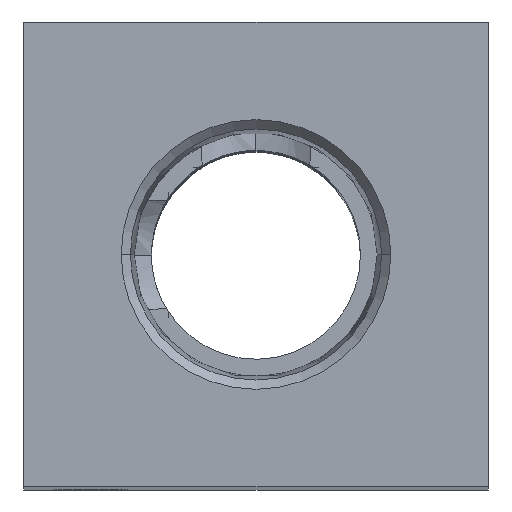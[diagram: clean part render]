
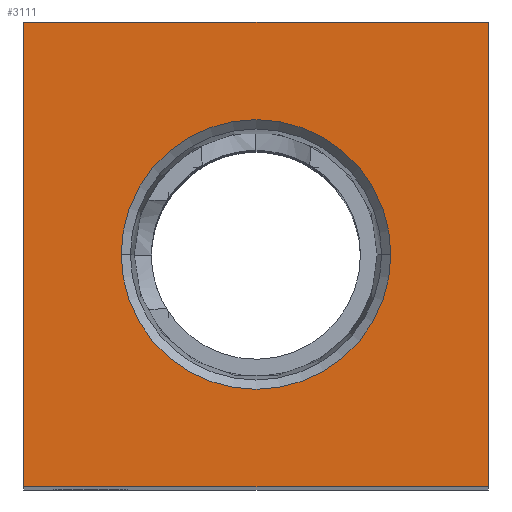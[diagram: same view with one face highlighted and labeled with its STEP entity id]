
A CAD part, top view. The second image highlights one B-rep face of the part: STEP entity #3111.
In plain terms, the highlighted planar face has unit normal (0, 0, 1).
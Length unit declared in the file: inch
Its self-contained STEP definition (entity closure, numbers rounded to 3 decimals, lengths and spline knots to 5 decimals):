
#87 = CARTESIAN_POINT ( 'NONE',  ( -0.625, 0.625, 2.375 ) ) ;
#91 = EDGE_CURVE ( 'NONE', #2734, #2013, #4517, .T. ) ;
#122 = CIRCLE ( 'NONE', #4164, 0.3626 ) ;
#192 = ORIENTED_EDGE ( 'NONE', *, *, #2432, .T. ) ;
#307 = DIRECTION ( 'NONE',  ( 1., 0., 0. ) ) ;
#384 = DIRECTION ( 'NONE',  ( 0., 1., 0. ) ) ;
#506 = FACE_OUTER_BOUND ( 'NONE', #1069, .T. ) ;
#637 = LINE ( 'NONE', #2689, #757 ) ;
#683 = CARTESIAN_POINT ( 'NONE',  ( -0.625, -0.625, 2.375 ) ) ;
#740 = DIRECTION ( 'NONE',  ( 1., 0., 0. ) ) ;
#744 = CARTESIAN_POINT ( 'NONE',  ( -0.3626, 0., 2.375 ) ) ;
#757 = VECTOR ( 'NONE', #384, 39.37008 ) ;
#964 = VERTEX_POINT ( 'NONE', #744 ) ;
#1022 = ORIENTED_EDGE ( 'NONE', *, *, #1156, .T. ) ;
#1069 = EDGE_LOOP ( 'NONE', ( #192, #4546, #3169, #1022 ) ) ;
#1118 = EDGE_LOOP ( 'NONE', ( #4659, #1798 ) ) ;
#1156 = EDGE_CURVE ( 'NONE', #1777, #2742, #4331, .T. ) ;
#1191 = VERTEX_POINT ( 'NONE', #2168 ) ;
#1192 = EDGE_CURVE ( 'NONE', #964, #1191, #1311, .T. ) ;
#1311 = CIRCLE ( 'NONE', #4932, 0.3626 ) ;
#1582 = DIRECTION ( 'NONE',  ( 1., 0., 0. ) ) ;
#1602 = DIRECTION ( 'NONE',  ( 0., 0., 1. ) ) ;
#1621 = CARTESIAN_POINT ( 'NONE',  ( 0., 0., 2.375 ) ) ;
#1637 = FACE_BOUND ( 'NONE', #1118, .T. ) ;
#1777 = VERTEX_POINT ( 'NONE', #2084 ) ;
#1798 = ORIENTED_EDGE ( 'NONE', *, *, #1192, .F. ) ;
#1896 = EDGE_CURVE ( 'NONE', #1191, #964, #122, .T. ) ;
#2013 = VERTEX_POINT ( 'NONE', #3083 ) ;
#2084 = CARTESIAN_POINT ( 'NONE',  ( 0.625, 0.625, 2.375 ) ) ;
#2168 = CARTESIAN_POINT ( 'NONE',  ( 0.3626, 0., 2.375 ) ) ;
#2248 = CARTESIAN_POINT ( 'NONE',  ( 0., 0., 2.375 ) ) ;
#2432 = EDGE_CURVE ( 'NONE', #2742, #2734, #4550, .T. ) ;
#2520 = DIRECTION ( 'NONE',  ( -1., 0., 0. ) ) ;
#2629 = DIRECTION ( 'NONE',  ( 0., 0., 1. ) ) ;
#2663 = CARTESIAN_POINT ( 'NONE',  ( 0.625, 0.625, 2.375 ) ) ;
#2689 = CARTESIAN_POINT ( 'NONE',  ( 0.625, -0.625, 2.375 ) ) ;
#2734 = VERTEX_POINT ( 'NONE', #3521 ) ;
#2742 = VERTEX_POINT ( 'NONE', #87 ) ;
#2762 = AXIS2_PLACEMENT_3D ( 'NONE', #2248, #3022, #740 ) ;
#2964 = DIRECTION ( 'NONE',  ( 0., -1., 0. ) ) ;
#3022 = DIRECTION ( 'NONE',  ( 0., 0., 1. ) ) ;
#3083 = CARTESIAN_POINT ( 'NONE',  ( 0.625, -0.625, 2.375 ) ) ;
#3111 = ADVANCED_FACE ( 'NONE', ( #1637, #506 ), #4511, .T. ) ;
#3169 = ORIENTED_EDGE ( 'NONE', *, *, #4081, .T. ) ;
#3334 = VECTOR ( 'NONE', #2520, 39.37008 ) ;
#3467 = DIRECTION ( 'NONE',  ( 1., 0., 0. ) ) ;
#3474 = CARTESIAN_POINT ( 'NONE',  ( 0.625, -0.625, 2.375 ) ) ;
#3508 = VECTOR ( 'NONE', #3467, 39.37008 ) ;
#3521 = CARTESIAN_POINT ( 'NONE',  ( -0.625, -0.625, 2.375 ) ) ;
#3552 = VECTOR ( 'NONE', #2964, 39.37008 ) ;
#4081 = EDGE_CURVE ( 'NONE', #2013, #1777, #637, .T. ) ;
#4164 = AXIS2_PLACEMENT_3D ( 'NONE', #4878, #2629, #307 ) ;
#4331 = LINE ( 'NONE', #2663, #3334 ) ;
#4511 = PLANE ( 'NONE',  #2762 ) ;
#4517 = LINE ( 'NONE', #3474, #3508 ) ;
#4546 = ORIENTED_EDGE ( 'NONE', *, *, #91, .T. ) ;
#4550 = LINE ( 'NONE', #683, #3552 ) ;
#4659 = ORIENTED_EDGE ( 'NONE', *, *, #1896, .F. ) ;
#4878 = CARTESIAN_POINT ( 'NONE',  ( 0., 0., 2.375 ) ) ;
#4932 = AXIS2_PLACEMENT_3D ( 'NONE', #1621, #1602, #1582 ) ;
